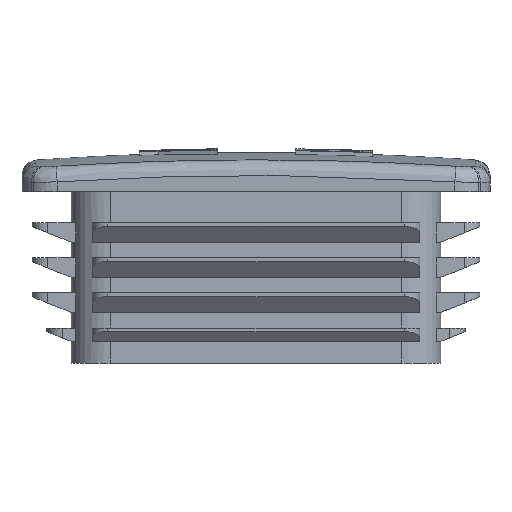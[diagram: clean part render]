
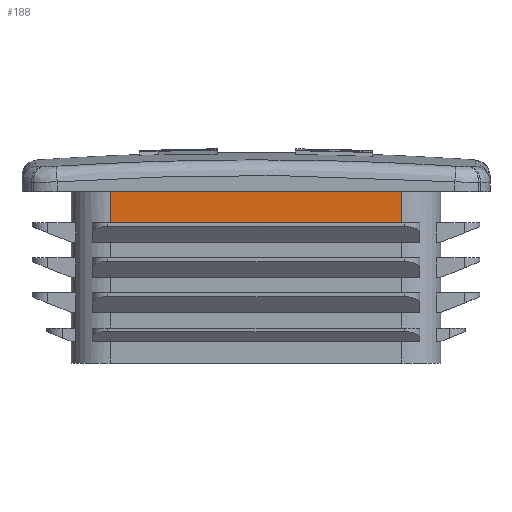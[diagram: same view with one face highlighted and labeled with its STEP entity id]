
A CAD part, left-side view. The second image highlights one B-rep face of the part: STEP entity #188.
In plain terms, the highlighted planar face has unit normal (-1, 0, 0).
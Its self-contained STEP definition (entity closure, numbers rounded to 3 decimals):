
#188 = ADVANCED_FACE( '', ( #602 ), #603, .T. );
#602 = FACE_OUTER_BOUND( '', #3302, .T. );
#603 = PLANE( '', #3303 );
#3302 = EDGE_LOOP( '', ( #4594, #4595, #4596, #4597 ) );
#3303 = AXIS2_PLACEMENT_3D( '', #4598, #4599, #4600 );
#4594 = ORIENTED_EDGE( '', *, *, #6355, .F. );
#4595 = ORIENTED_EDGE( '', *, *, #6356, .T. );
#4596 = ORIENTED_EDGE( '', *, *, #6343, .T. );
#4597 = ORIENTED_EDGE( '', *, *, #6041, .F. );
#4598 = CARTESIAN_POINT( '', ( -23.7, 18.7, 0. ) );
#4599 = DIRECTION( '', ( -1., 0., 0. ) );
#4600 = DIRECTION( '', ( 0., 1., 0. ) );
#6041 = EDGE_CURVE( '', #6869, #6870, #6871, .T. );
#6343 = EDGE_CURVE( '', #7374, #6870, #7375, .T. );
#6355 = EDGE_CURVE( '', #7397, #6869, #7398, .T. );
#6356 = EDGE_CURVE( '', #7397, #7374, #7399, .T. );
#6869 = VERTEX_POINT( '', #9119 );
#6870 = VERTEX_POINT( '', #9120 );
#6871 = LINE( '', #9121, #9122 );
#7374 = VERTEX_POINT( '', #10919 );
#7375 = LINE( '', #10920, #10921 );
#7397 = VERTEX_POINT( '', #10948 );
#7398 = LINE( '', #10949, #10950 );
#7399 = LINE( '', #10951, #10952 );
#9119 = CARTESIAN_POINT( '', ( -23.7, 18.7, 22. ) );
#9120 = CARTESIAN_POINT( '', ( -23.7, -18.7, 22. ) );
#9121 = CARTESIAN_POINT( '', ( -23.7, 18.7, 22. ) );
#9122 = VECTOR( '', #11777, 1000. );
#10919 = CARTESIAN_POINT( '', ( -23.7, -18.7, 18. ) );
#10920 = CARTESIAN_POINT( '', ( -23.7, -18.7, 0. ) );
#10921 = VECTOR( '', #12190, 1000. );
#10948 = CARTESIAN_POINT( '', ( -23.7, 18.7, 18. ) );
#10949 = CARTESIAN_POINT( '', ( -23.7, 18.7, 0. ) );
#10950 = VECTOR( '', #12214, 1000. );
#10951 = CARTESIAN_POINT( '', ( -23.7, 18.7, 18. ) );
#10952 = VECTOR( '', #12215, 1000. );
#11777 = DIRECTION( '', ( 0., -1., 0. ) );
#12190 = DIRECTION( '', ( 0., 0., 1. ) );
#12214 = DIRECTION( '', ( 0., 0., 1. ) );
#12215 = DIRECTION( '', ( 0., -1., 0. ) );
